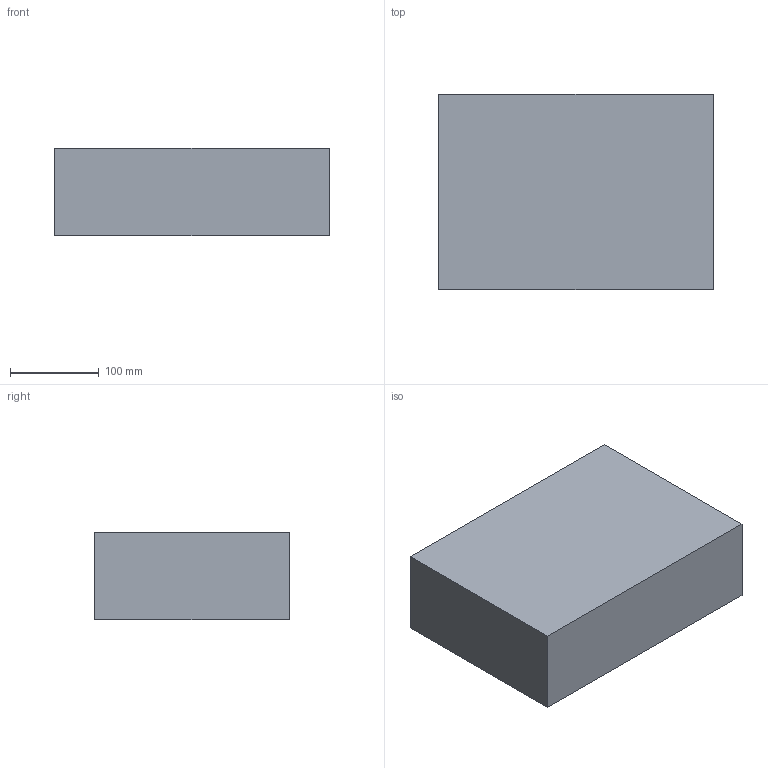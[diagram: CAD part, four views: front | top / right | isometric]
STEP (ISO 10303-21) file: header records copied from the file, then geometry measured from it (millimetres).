
FILE_DESCRIPTION(('HOOPS Exchange Step'),'2;1');
FILE_NAME('temp_export.step','2020-06-20T08:02:50-05:00',('mobile'),('Shapr3D Limited'),'HOOPS Exchange 2018.1','Shapr3D','Authorized');
FILE_SCHEMA( ('AP203_CONFIGURATION_CONTROLLED_3D_DESIGN_OF_MECHANICAL_PARTS_AND_ASSEMBLIES_MIM_LF') );
Length unit declared in the file: millimetre
Products named in the file (1): Body 01
Bounding box: 310 x 220 x 98.5 mm (x, y, z)
Volume: 1360263.1 mm3; surface area: 550924 mm2
Topology: 1 solids, 1 shells, 197 faces, 524 edges, 332 vertices
Faces by surface type: plane 102, cylinder 79, torus 12, bspline 4
Full cylindrical faces by diameter (mm): 10 x2, 14 x2, 70 x2
Entity records: 7203 total; most frequent: CARTESIAN_POINT 2227, ORIENTED_EDGE 1042, DIRECTION 1037, EDGE_CURVE 521, VECTOR 353, LINE 353, AXIS2_PLACEMENT_3D 342, VERTEX_POINT 332
